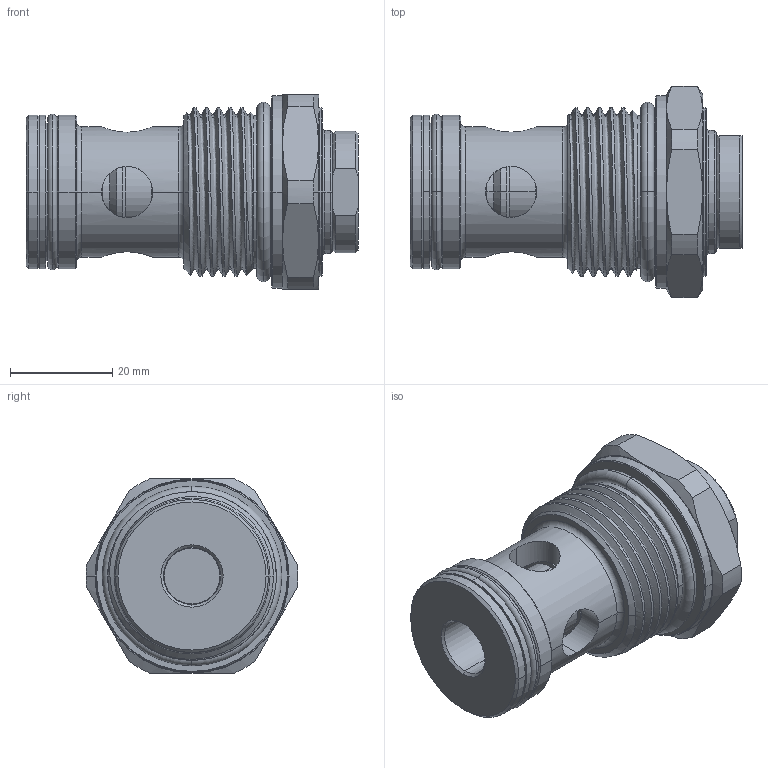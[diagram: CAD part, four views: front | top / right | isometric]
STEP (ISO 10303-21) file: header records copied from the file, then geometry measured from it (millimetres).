
FILE_DESCRIPTION (( 'STEP AP203' ), '1' );
FILE_NAME ('CV21E22-N.STEP', '2016-05-18T02:52:18', ( '' ), ( '' ), 'SwSTEP 2.0', 'SolidWorks 2012', '' );
FILE_SCHEMA (( 'CONFIG_CONTROL_DESIGN' ));
Length unit declared in the file: millimetre
Products named in the file (1): CV21E22-N
Bounding box: 65 x 41.5 x 38 mm (x, y, z)
Volume: 42714 mm3; surface area: 13243.3 mm2
Topology: 4 solids, 4 shells, 160 faces, 376 edges, 228 vertices
Faces by surface type: cylinder 68, cone 44, plane 25, torus 18, sphere 4, bspline 1
Entity records: 8039 total; most frequent: CARTESIAN_POINT 4343, DIRECTION 780, ORIENTED_EDGE 752, EDGE_CURVE 376, AXIS2_PLACEMENT_3D 338, VERTEX_POINT 228, CIRCLE 178, EDGE_LOOP 178
